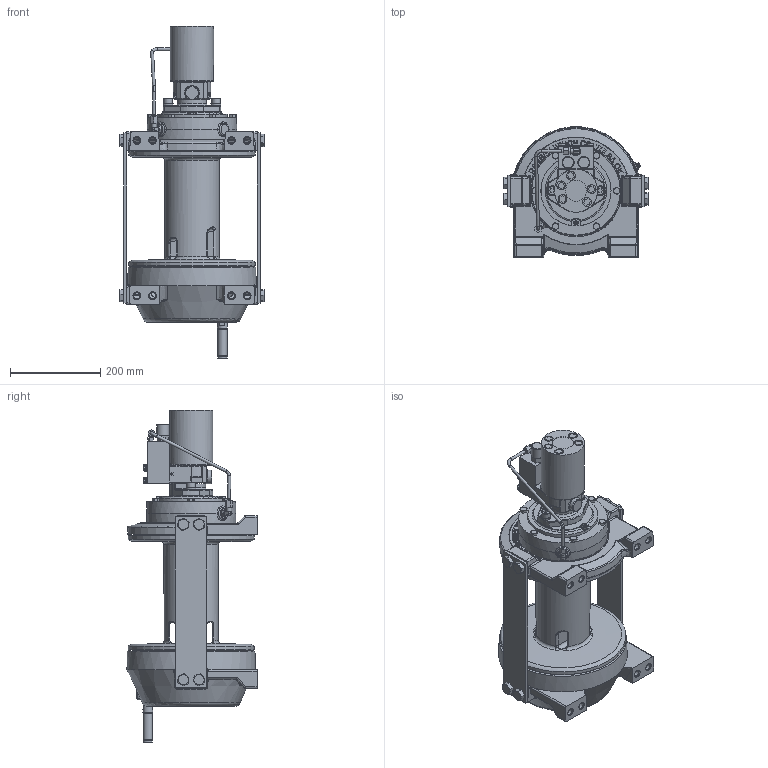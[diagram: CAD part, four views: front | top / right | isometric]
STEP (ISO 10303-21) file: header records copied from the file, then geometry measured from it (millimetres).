
FILE_DESCRIPTION(/* description */ (''),/* implementation_level */ '2;1');
FILE_NAME(/* name */ '640-723_Ramsey_RPH53-3-p.stp',/* time_stamp */ '2018-01-22T16:51:27+01:00',/* author */ ('lang1ph'),/* organization */ (''),/* preprocessor_version */ 'ST-DEVELOPER v17',/* originating_system */ 'Autodesk Inventor 2018',/* authorisation */ '');
FILE_SCHEMA (('AUTOMOTIVE_DESIGN { 1 0 10303 214 3 1 1 }'));
Products named in the file (1): 640-723_Ramsey_RPH53-3-p
Bounding box: 321.47 x 288.4 x 735.92 mm (x, y, z)
Surface area: 913361.2 mm2 (no closed solid volume)
Topology: 0 solids, 67 shells, 1504 faces, 4898 edges, 3321 vertices
Faces by surface type: plane 750, bspline 308, cylinder 266, cone 96, torus 62, sphere 22
Full cylindrical faces by diameter (mm): 0.44 x2, 0.497 x3, 0.501 x4, 3.175 x1, 6.35 x3, 6.563 x2, 7.476 x1, 8.236 x1, 8.433 x1, 9.093 x2, 9.525 x3, 11.113 x2, 12 x1, 12.7 x4, 13.492 x8, 16.51 x1, 17 x1, 19.05 x4, 19.304 x5, 20.413 x1, 20.575 x2, 21 x1, 21.843 x1, 22.225 x2, 25.4 x1, 25.857 x2, 26.873 x2, 28.067 x1, 28.575 x2, 30.48 x1
Entity records: 87320 total; most frequent: CARTESIAN_POINT 46841, ORIENTED_EDGE 8214, DIRECTION 7683, EDGE_CURVE 4870, VERTEX_POINT 3321, AXIS2_PLACEMENT_3D 2615, LINE 2453, VECTOR 2453
